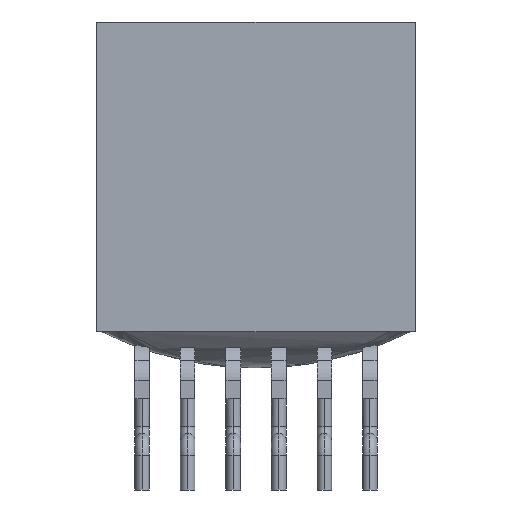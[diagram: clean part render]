
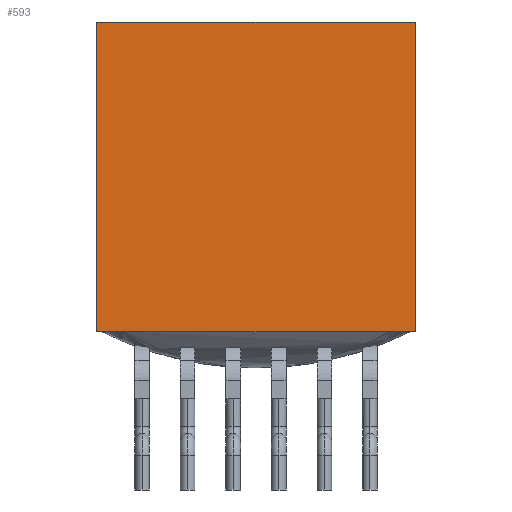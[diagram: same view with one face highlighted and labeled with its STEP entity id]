
A CAD part, front view. The second image highlights one B-rep face of the part: STEP entity #593.
In plain terms, the highlighted planar face has unit normal (0, -1, 0).
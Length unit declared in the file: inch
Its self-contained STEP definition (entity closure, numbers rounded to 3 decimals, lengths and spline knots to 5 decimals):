
#246 = LINE ( 'NONE', #585, #2238 ) ;
#553 = DIRECTION ( 'NONE',  ( 0., 0., -1. ) ) ;
#585 = CARTESIAN_POINT ( 'NONE',  ( 0.0875, 0., 0. ) ) ;
#593 = ADVANCED_FACE ( 'NONE', ( #1621 ), #6414, .F. ) ;
#746 = VECTOR ( 'NONE', #3957, 39.37008 ) ;
#795 = LINE ( 'NONE', #6663, #746 ) ;
#975 = ORIENTED_EDGE ( 'NONE', *, *, #5330, .T. ) ;
#1621 = FACE_OUTER_BOUND ( 'NONE', #5967, .T. ) ;
#2167 = ORIENTED_EDGE ( 'NONE', *, *, #3961, .F. ) ;
#2233 = CARTESIAN_POINT ( 'NONE',  ( 0.0875, 0., 0. ) ) ;
#2238 = VECTOR ( 'NONE', #553, 39.37008 ) ;
#2353 = ORIENTED_EDGE ( 'NONE', *, *, #7066, .F. ) ;
#2455 = CARTESIAN_POINT ( 'NONE',  ( -0.0875, 0., 0. ) ) ;
#2793 = ORIENTED_EDGE ( 'NONE', *, *, #6319, .T. ) ;
#2870 = VERTEX_POINT ( 'NONE', #4443 ) ;
#3261 = CARTESIAN_POINT ( 'NONE',  ( 0.0875, 0., 0. ) ) ;
#3607 = CARTESIAN_POINT ( 'NONE',  ( 0.0875, 0., 0.17 ) ) ;
#3700 = VERTEX_POINT ( 'NONE', #3261 ) ;
#3957 = DIRECTION ( 'NONE',  ( 0., 0., -1. ) ) ;
#3961 = EDGE_CURVE ( 'NONE', #4585, #3700, #246, .T. ) ;
#4443 = CARTESIAN_POINT ( 'NONE',  ( -0.0875, 0., 0.17 ) ) ;
#4585 = VERTEX_POINT ( 'NONE', #3607 ) ;
#4707 = VERTEX_POINT ( 'NONE', #2455 ) ;
#4846 = AXIS2_PLACEMENT_3D ( 'NONE', #6676, #6487, #6495 ) ;
#5190 = DIRECTION ( 'NONE',  ( -1., 0., 0. ) ) ;
#5330 = EDGE_CURVE ( 'NONE', #4585, #2870, #5741, .T. ) ;
#5443 = LINE ( 'NONE', #2233, #5754 ) ;
#5741 = LINE ( 'NONE', #5839, #7412 ) ;
#5754 = VECTOR ( 'NONE', #5190, 39.37008 ) ;
#5834 = DIRECTION ( 'NONE',  ( -1., 0., 0. ) ) ;
#5839 = CARTESIAN_POINT ( 'NONE',  ( 0.0875, 0., 0.17 ) ) ;
#5967 = EDGE_LOOP ( 'NONE', ( #2793, #2353, #2167, #975 ) ) ;
#6319 = EDGE_CURVE ( 'NONE', #2870, #4707, #795, .T. ) ;
#6414 = PLANE ( 'NONE',  #4846 ) ;
#6487 = DIRECTION ( 'NONE',  ( 0., 1., 0. ) ) ;
#6495 = DIRECTION ( 'NONE',  ( 0., 0., 1. ) ) ;
#6663 = CARTESIAN_POINT ( 'NONE',  ( -0.0875, 0., 0. ) ) ;
#6676 = CARTESIAN_POINT ( 'NONE',  ( 0.0875, 0., 0. ) ) ;
#7066 = EDGE_CURVE ( 'NONE', #3700, #4707, #5443, .T. ) ;
#7412 = VECTOR ( 'NONE', #5834, 39.37008 ) ;
